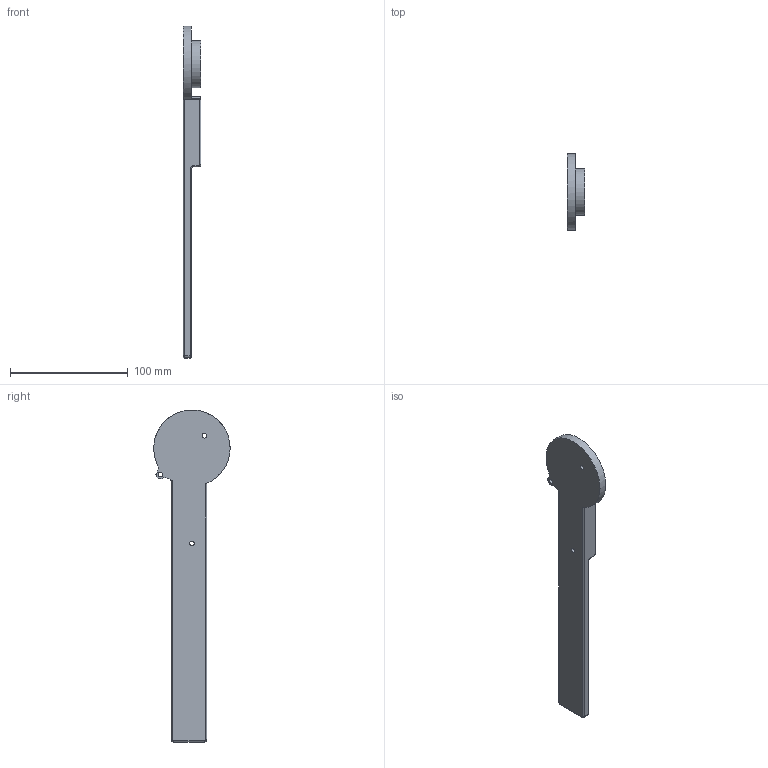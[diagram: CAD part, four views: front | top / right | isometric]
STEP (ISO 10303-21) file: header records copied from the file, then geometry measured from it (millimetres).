
FILE_DESCRIPTION(/* description */ (''),/* implementation_level */ '2;1');
FILE_NAME(/* name */ 'Pieza_horizontal.stp',/* time_stamp */ '2025-11-11T11:51:31-06:00',/* author */ ('mauri'),/* organization */ (''),/* preprocessor_version */ 'ST-DEVELOPER v20',/* originating_system */ 'Autodesk Inventor 2025',/* authorisation */ '');
FILE_SCHEMA (('AUTOMOTIVE_DESIGN { 1 0 10303 214 3 1 1 }'));
Length unit declared in the file: millimetre
Products named in the file (1): Pieza_horizontal
Bounding box: 15 x 64.9 x 282.48 mm (x, y, z)
Volume: 82749.7 mm3; surface area: 29921.6 mm2
Topology: 1 solids, 1 shells, 57 faces, 147 edges, 92 vertices
Faces by surface type: cylinder 29, plane 20, bspline 6, torus 2
Full cylindrical faces by diameter (mm): 4 x3
Entity records: 1846 total; most frequent: CARTESIAN_POINT 381, DIRECTION 309, ORIENTED_EDGE 294, EDGE_CURVE 147, AXIS2_PLACEMENT_3D 114, VERTEX_POINT 92, LINE 81, VECTOR 81
